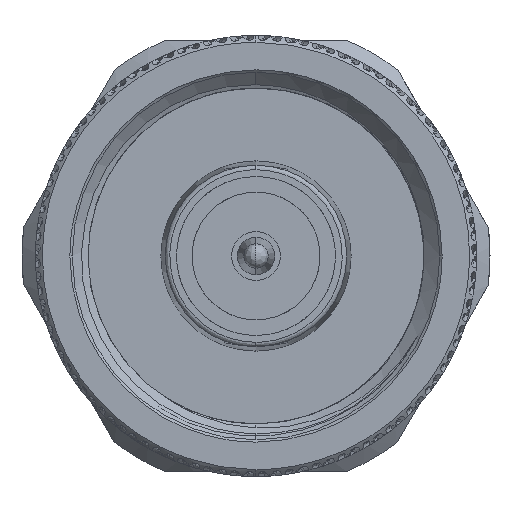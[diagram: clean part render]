
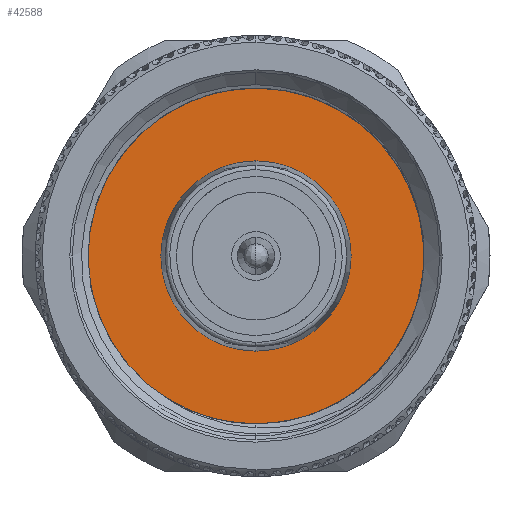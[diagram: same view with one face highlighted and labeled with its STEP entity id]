
A CAD part, left-side view. The second image highlights one B-rep face of the part: STEP entity #42588.
In plain terms, the highlighted planar face has unit normal (-1, 0, 0).
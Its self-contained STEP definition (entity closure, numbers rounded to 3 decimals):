
#1330 = CIRCLE ( 'NONE', #72270, 4.192 ) ;
#18034 = EDGE_CURVE ( 'NONE', #49520, #19511, #62634, .T. ) ;
#19511 = VERTEX_POINT ( 'NONE', #50813 ) ;
#22197 = EDGE_LOOP ( 'NONE', ( #26717, #77660 ) ) ;
#22456 = EDGE_CURVE ( 'NONE', #78014, #56496, #28738, .T. ) ;
#23446 = FACE_BOUND ( 'NONE', #22197, .T. ) ;
#23593 = DIRECTION ( 'NONE',  ( 1., 0., 0. ) ) ;
#24596 = AXIS2_PLACEMENT_3D ( 'NONE', #25507, #64493, #76140 ) ;
#24869 = AXIS2_PLACEMENT_3D ( 'NONE', #74162, #61454, #37063 ) ;
#25507 = CARTESIAN_POINT ( 'NONE',  ( 8.7, 0., 0. ) ) ;
#26717 = ORIENTED_EDGE ( 'NONE', *, *, #22456, .T. ) ;
#28738 = CIRCLE ( 'NONE', #49620, 4.192 ) ;
#29360 = FACE_OUTER_BOUND ( 'NONE', #47585, .T. ) ;
#29459 = EDGE_CURVE ( 'NONE', #56496, #78014, #1330, .T. ) ;
#29681 = DIRECTION ( 'NONE',  ( 1., 0., 0. ) ) ;
#29957 = CARTESIAN_POINT ( 'NONE',  ( 8.7, 0., 0. ) ) ;
#35455 = DIRECTION ( 'NONE',  ( 0., -1., 0. ) ) ;
#37063 = DIRECTION ( 'NONE',  ( 0., -1., 0. ) ) ;
#38723 = EDGE_CURVE ( 'NONE', #19511, #49520, #71193, .T. ) ;
#40389 = ORIENTED_EDGE ( 'NONE', *, *, #18034, .F. ) ;
#42588 = ADVANCED_FACE ( 'NONE', ( #29360, #23446 ), #44353, .T. ) ;
#42910 = ORIENTED_EDGE ( 'NONE', *, *, #38723, .F. ) ;
#42961 = CARTESIAN_POINT ( 'NONE',  ( 8.7, 0., 0. ) ) ;
#44353 = PLANE ( 'NONE',  #24596 ) ;
#47471 = DIRECTION ( 'NONE',  ( 1., 0., 0. ) ) ;
#47585 = EDGE_LOOP ( 'NONE', ( #42910, #40389 ) ) ;
#49520 = VERTEX_POINT ( 'NONE', #69123 ) ;
#49620 = AXIS2_PLACEMENT_3D ( 'NONE', #53004, #47471, #79009 ) ;
#50813 = CARTESIAN_POINT ( 'NONE',  ( 8.7, 0., -8.125 ) ) ;
#52980 = AXIS2_PLACEMENT_3D ( 'NONE', #42961, #23593, #35455 ) ;
#53004 = CARTESIAN_POINT ( 'NONE',  ( 8.7, 0., 0. ) ) ;
#56496 = VERTEX_POINT ( 'NONE', #77639 ) ;
#61454 = DIRECTION ( 'NONE',  ( 1., 0., 0. ) ) ;
#62634 = CIRCLE ( 'NONE', #24869, 8.125 ) ;
#64493 = DIRECTION ( 'NONE',  ( -1., 0., 0. ) ) ;
#69123 = CARTESIAN_POINT ( 'NONE',  ( 8.7, 0., 8.125 ) ) ;
#71193 = CIRCLE ( 'NONE', #52980, 8.125 ) ;
#72270 = AXIS2_PLACEMENT_3D ( 'NONE', #29957, #29681, #74512 ) ;
#74162 = CARTESIAN_POINT ( 'NONE',  ( 8.7, 0., 0. ) ) ;
#74512 = DIRECTION ( 'NONE',  ( 0., -1., 0. ) ) ;
#76140 = DIRECTION ( 'NONE',  ( 0., 0., 1. ) ) ;
#77639 = CARTESIAN_POINT ( 'NONE',  ( 8.7, 0., 4.192 ) ) ;
#77660 = ORIENTED_EDGE ( 'NONE', *, *, #29459, .T. ) ;
#78014 = VERTEX_POINT ( 'NONE', #80212 ) ;
#79009 = DIRECTION ( 'NONE',  ( 0., -1., 0. ) ) ;
#80212 = CARTESIAN_POINT ( 'NONE',  ( 8.7, 0., -4.192 ) ) ;
